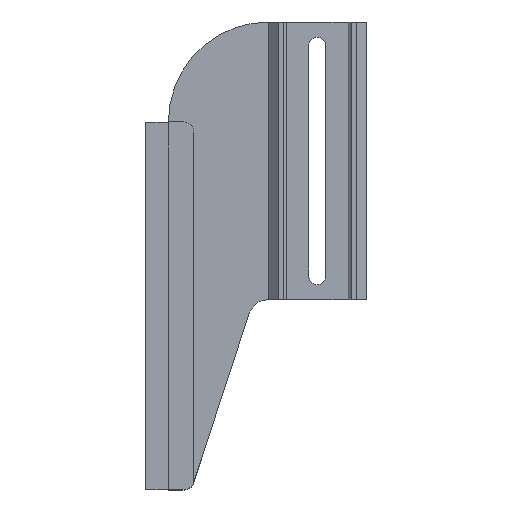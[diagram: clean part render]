
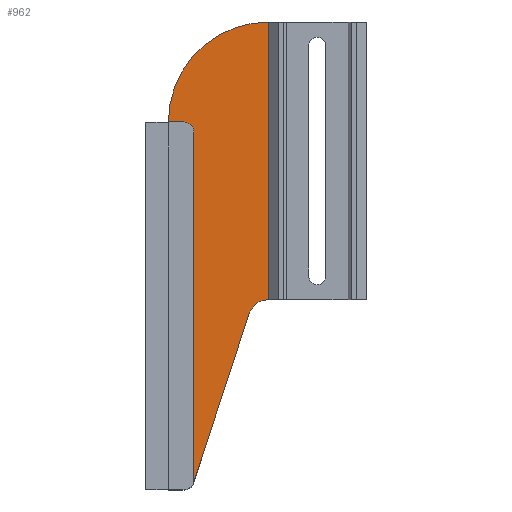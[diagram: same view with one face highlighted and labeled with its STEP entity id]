
A CAD part, top view. The second image highlights one B-rep face of the part: STEP entity #962.
In plain terms, the highlighted planar face has unit normal (0, 0, 1).
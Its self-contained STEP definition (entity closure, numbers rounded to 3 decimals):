
#88 = VERTEX_POINT('',#89);
#89 = CARTESIAN_POINT('',(-9.7,-35.,-5.97));
#419 = VERTEX_POINT('',#420);
#420 = CARTESIAN_POINT('',(-9.7,20.,-5.97));
#428 = EDGE_CURVE('',#419,#88,#429,.T.);
#429 = LINE('',#430,#431);
#430 = CARTESIAN_POINT('',(-9.7,39.801,-5.97));
#431 = VECTOR('',#432,1.);
#432 = DIRECTION('',(0.,-1.,0.));
#452 = EDGE_CURVE('',#88,#453,#455,.T.);
#453 = VERTEX_POINT('',#454);
#454 = CARTESIAN_POINT('',(-13.501,-37.753,
    -5.97));
#455 = CIRCLE('',#456,4.);
#456 = AXIS2_PLACEMENT_3D('',#457,#458,#459);
#457 = CARTESIAN_POINT('',(-9.7,-39.,-5.97));
#458 = DIRECTION('',(0.,0.,1.));
#459 = DIRECTION('',(1.,0.,0.));
#962 = ADVANCED_FACE('',(#963),#1007,.T.);
#963 = FACE_BOUND('',#964,.F.);
#964 = EDGE_LOOP('',(#965,#975,#982,#983,#984,#992,#1000));
#965 = ORIENTED_EDGE('',*,*,#966,.T.);
#966 = EDGE_CURVE('',#967,#969,#971,.T.);
#967 = VERTEX_POINT('',#968);
#968 = CARTESIAN_POINT('',(-26.5,0.2,-5.97));
#969 = VERTEX_POINT('',#970);
#970 = CARTESIAN_POINT('',(-29.5,0.2,-5.97));
#971 = LINE('',#972,#973);
#972 = CARTESIAN_POINT('',(-26.5,0.2,-5.97));
#973 = VECTOR('',#974,1.);
#974 = DIRECTION('',(-1.,0.,0.));
#975 = ORIENTED_EDGE('',*,*,#976,.F.);
#976 = EDGE_CURVE('',#419,#969,#977,.T.);
#977 = CIRCLE('',#978,19.8);
#978 = AXIS2_PLACEMENT_3D('',#979,#980,#981);
#979 = CARTESIAN_POINT('',(-9.7,0.2,-5.97));
#980 = DIRECTION('',(0.,0.,1.));
#981 = DIRECTION('',(1.,0.,0.));
#982 = ORIENTED_EDGE('',*,*,#428,.T.);
#983 = ORIENTED_EDGE('',*,*,#452,.T.);
#984 = ORIENTED_EDGE('',*,*,#985,.F.);
#985 = EDGE_CURVE('',#986,#453,#988,.T.);
#986 = VERTEX_POINT('',#987);
#987 = CARTESIAN_POINT('',(-24.5,-71.29,-5.97));
#988 = LINE('',#989,#990);
#989 = CARTESIAN_POINT('',(-3.848,-8.321,
    -5.97));
#990 = VECTOR('',#991,1.);
#991 = DIRECTION('',(0.312,0.95,0.));
#992 = ORIENTED_EDGE('',*,*,#993,.T.);
#993 = EDGE_CURVE('',#986,#994,#996,.T.);
#994 = VERTEX_POINT('',#995);
#995 = CARTESIAN_POINT('',(-24.5,-1.8,-5.97));
#996 = LINE('',#997,#998);
#997 = CARTESIAN_POINT('',(-24.5,-71.29,-5.97));
#998 = VECTOR('',#999,1.);
#999 = DIRECTION('',(0.,1.,0.));
#1000 = ORIENTED_EDGE('',*,*,#1001,.F.);
#1001 = EDGE_CURVE('',#967,#994,#1002,.T.);
#1002 = CIRCLE('',#1003,2.);
#1003 = AXIS2_PLACEMENT_3D('',#1004,#1005,#1006);
#1004 = CARTESIAN_POINT('',(-26.5,-1.8,-5.97));
#1005 = DIRECTION('',(0.,0.,-1.));
#1006 = DIRECTION('',(-1.,0.,0.));
#1007 = PLANE('',#1008);
#1008 = AXIS2_PLACEMENT_3D('',#1009,#1010,#1011);
#1009 = CARTESIAN_POINT('',(1.7,59.602,-5.97));
#1010 = DIRECTION('',(0.,0.,1.));
#1011 = DIRECTION('',(1.,0.,0.));
